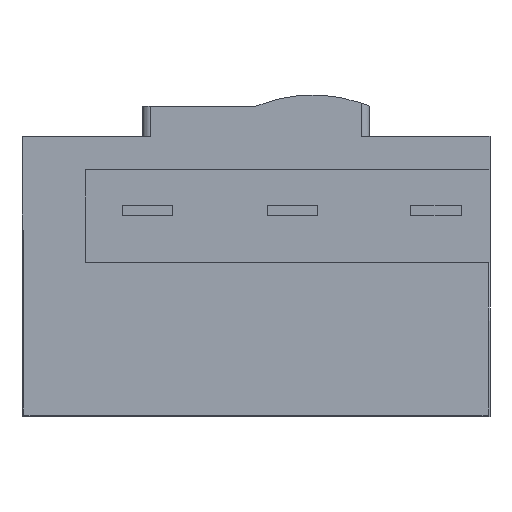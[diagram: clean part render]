
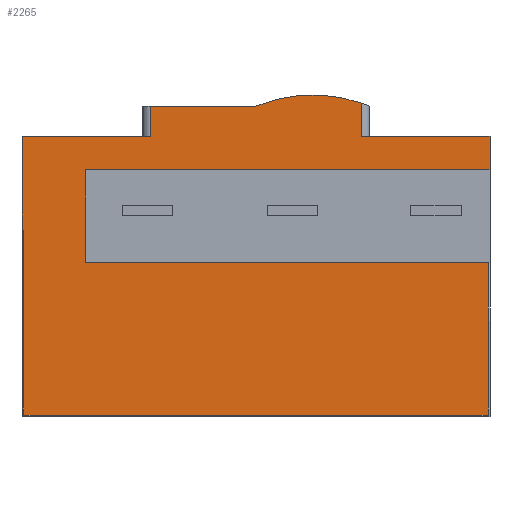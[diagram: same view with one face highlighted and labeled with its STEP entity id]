
A CAD part, front view. The second image highlights one B-rep face of the part: STEP entity #2265.
In plain terms, the highlighted planar face has unit normal (0, -1, 0).
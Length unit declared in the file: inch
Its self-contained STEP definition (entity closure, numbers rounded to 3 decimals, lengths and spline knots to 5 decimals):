
#38 = VECTOR ( 'NONE', #2252, 39.37008 ) ;
#63 = EDGE_CURVE ( 'NONE', #2328, #1351, #3058, .T. ) ;
#131 = ORIENTED_EDGE ( 'NONE', *, *, #2140, .T. ) ;
#173 = DIRECTION ( 'NONE',  ( 0., 0., 1. ) ) ;
#176 = DIRECTION ( 'NONE',  ( -1., 0., 0. ) ) ;
#205 = DIRECTION ( 'NONE',  ( -1., 0., 0. ) ) ;
#211 = CARTESIAN_POINT ( 'NONE',  ( 18.25984, -23.62205, 9.64567 ) ) ;
#245 = LINE ( 'NONE', #211, #1096 ) ;
#254 = DIRECTION ( 'NONE',  ( 0., 0., 1. ) ) ;
#273 = LINE ( 'NONE', #1385, #1953 ) ;
#286 = LINE ( 'NONE', #1372, #38 ) ;
#312 = ORIENTED_EDGE ( 'NONE', *, *, #3211, .T. ) ;
#340 = PLANE ( 'NONE',  #2823 ) ;
#345 = VECTOR ( 'NONE', #3416, 39.37008 ) ;
#390 = VECTOR ( 'NONE', #173, 39.37008 ) ;
#425 = CARTESIAN_POINT ( 'NONE',  ( 0.0748, -23.62205, 7.29114 ) ) ;
#437 = ORIENTED_EDGE ( 'NONE', *, *, #3061, .T. ) ;
#438 = ORIENTED_EDGE ( 'NONE', *, *, #63, .T. ) ;
#458 = ORIENTED_EDGE ( 'NONE', *, *, #1622, .F. ) ;
#470 = ORIENTED_EDGE ( 'NONE', *, *, #2862, .F. ) ;
#481 = LINE ( 'NONE', #3004, #692 ) ;
#490 = LINE ( 'NONE', #1596, #390 ) ;
#608 = DIRECTION ( 'NONE',  ( -1., 0., 0. ) ) ;
#631 = CARTESIAN_POINT ( 'NONE',  ( 18.25984, -23.62205, 9.64567 ) ) ;
#674 = VERTEX_POINT ( 'NONE', #1867 ) ;
#692 = VECTOR ( 'NONE', #2409, 39.37008 ) ;
#804 = CARTESIAN_POINT ( 'NONE',  ( 2.48031, -23.62205, 9.64567 ) ) ;
#842 = VECTOR ( 'NONE', #1104, 39.37008 ) ;
#885 = EDGE_CURVE ( 'NONE', #1256, #1312, #286, .T. ) ;
#943 = EDGE_LOOP ( 'NONE', ( #437, #2107, #3554, #438, #3354, #2579, #3436, #1331, #131, #470, #2223, #2846, #2800, #312, #458 ) ) ;
#974 = VECTOR ( 'NONE', #2423, 39.37008 ) ;
#981 = VECTOR ( 'NONE', #176, 39.37008 ) ;
#1096 = VECTOR ( 'NONE', #1889, 39.37008 ) ;
#1104 = DIRECTION ( 'NONE',  ( 0., 0., 1. ) ) ;
#1118 = DIRECTION ( 'NONE',  ( 1., 0., 0. ) ) ;
#1127 = EDGE_CURVE ( 'NONE', #2546, #1457, #1816, .T. ) ;
#1133 = EDGE_CURVE ( 'NONE', #2030, #2768, #490, .T. ) ;
#1134 = VERTEX_POINT ( 'NONE', #2674 ) ;
#1243 = CARTESIAN_POINT ( 'NONE',  ( 18.25984, -23.62205, 6.02362 ) ) ;
#1249 = LINE ( 'NONE', #2629, #981 ) ;
#1256 = VERTEX_POINT ( 'NONE', #425 ) ;
#1312 = VERTEX_POINT ( 'NONE', #1515 ) ;
#1317 = EDGE_CURVE ( 'NONE', #1457, #1351, #2609, .T. ) ;
#1331 = ORIENTED_EDGE ( 'NONE', *, *, #1463, .T. ) ;
#1351 = VERTEX_POINT ( 'NONE', #2142 ) ;
#1372 = CARTESIAN_POINT ( 'NONE',  ( 0.0748, -23.62205, 3.2514 ) ) ;
#1385 = CARTESIAN_POINT ( 'NONE',  ( 18.25984, -23.62205, 12.12598 ) ) ;
#1426 = CARTESIAN_POINT ( 'NONE',  ( 18.18504, -23.62205, -18.24124 ) ) ;
#1457 = VERTEX_POINT ( 'NONE', #2158 ) ;
#1461 = DIRECTION ( 'NONE',  ( 0., 0., 1. ) ) ;
#1463 = EDGE_CURVE ( 'NONE', #2015, #1134, #2204, .T. ) ;
#1515 = CARTESIAN_POINT ( 'NONE',  ( 0.0748, -23.62205, 0.0748 ) ) ;
#1582 = LINE ( 'NONE', #2949, #3335 ) ;
#1596 = CARTESIAN_POINT ( 'NONE',  ( 5.01575, -23.62205, 9.64567 ) ) ;
#1622 = EDGE_CURVE ( 'NONE', #3240, #1924, #1777, .T. ) ;
#1643 = CARTESIAN_POINT ( 'NONE',  ( 11.34188, -23.62205, 6.77977 ) ) ;
#1679 = CARTESIAN_POINT ( 'NONE',  ( 9.12471, -23.62205, 12.12598 ) ) ;
#1689 = CARTESIAN_POINT ( 'NONE',  ( 18.25984, -23.62205, 0. ) ) ;
#1726 = VECTOR ( 'NONE', #1461, 39.37008 ) ;
#1777 = LINE ( 'NONE', #2570, #1726 ) ;
#1816 = LINE ( 'NONE', #3223, #974 ) ;
#1820 = EDGE_CURVE ( 'NONE', #2015, #2546, #245, .T. ) ;
#1843 = CARTESIAN_POINT ( 'NONE',  ( 13.24409, -23.62205, 9.64567 ) ) ;
#1867 = CARTESIAN_POINT ( 'NONE',  ( 13.24409, -23.62205, 12.24598 ) ) ;
#1889 = DIRECTION ( 'NONE',  ( -1., 0., 0. ) ) ;
#1895 = CARTESIAN_POINT ( 'NONE',  ( 13.24409, -23.62205, 10.94488 ) ) ;
#1924 = VERTEX_POINT ( 'NONE', #3065 ) ;
#1953 = VECTOR ( 'NONE', #1118, 39.37008 ) ;
#2015 = VERTEX_POINT ( 'NONE', #2072 ) ;
#2030 = VERTEX_POINT ( 'NONE', #2665 ) ;
#2072 = CARTESIAN_POINT ( 'NONE',  ( 18.25984, -23.62205, 9.64567 ) ) ;
#2099 = CARTESIAN_POINT ( 'NONE',  ( 0., -23.62205, 7.29114 ) ) ;
#2107 = ORIENTED_EDGE ( 'NONE', *, *, #885, .T. ) ;
#2140 = EDGE_CURVE ( 'NONE', #1134, #2510, #1582, .T. ) ;
#2142 = CARTESIAN_POINT ( 'NONE',  ( 18.18504, -23.62205, 6.02362 ) ) ;
#2145 = EDGE_CURVE ( 'NONE', #2328, #1312, #481, .T. ) ;
#2158 = CARTESIAN_POINT ( 'NONE',  ( 2.48031, -23.62205, 6.02362 ) ) ;
#2204 = LINE ( 'NONE', #1689, #2463 ) ;
#2223 = ORIENTED_EDGE ( 'NONE', *, *, #2942, .F. ) ;
#2252 = DIRECTION ( 'NONE',  ( 0., 0., -1. ) ) ;
#2265 = ADVANCED_FACE ( 'NONE', ( #2521 ), #340, .F. ) ;
#2328 = VERTEX_POINT ( 'NONE', #3336 ) ;
#2331 = DIRECTION ( 'NONE',  ( 1., 0., 0. ) ) ;
#2402 = VECTOR ( 'NONE', #2331, 39.37008 ) ;
#2409 = DIRECTION ( 'NONE',  ( -1., 0., 0. ) ) ;
#2423 = DIRECTION ( 'NONE',  ( 0., 0., -1. ) ) ;
#2463 = VECTOR ( 'NONE', #254, 39.37008 ) ;
#2472 = DIRECTION ( 'NONE',  ( 0., 1., 0. ) ) ;
#2510 = VERTEX_POINT ( 'NONE', #1895 ) ;
#2521 = FACE_OUTER_BOUND ( 'NONE', #943, .T. ) ;
#2546 = VERTEX_POINT ( 'NONE', #804 ) ;
#2561 = DIRECTION ( 'NONE',  ( 0., 1., 0. ) ) ;
#2570 = CARTESIAN_POINT ( 'NONE',  ( 0., -23.62205, 0. ) ) ;
#2572 = EDGE_CURVE ( 'NONE', #2768, #3304, #273, .T. ) ;
#2579 = ORIENTED_EDGE ( 'NONE', *, *, #1127, .F. ) ;
#2609 = LINE ( 'NONE', #1243, #2402 ) ;
#2629 = CARTESIAN_POINT ( 'NONE',  ( 18.25984, -23.62205, 10.94488 ) ) ;
#2635 = CARTESIAN_POINT ( 'NONE',  ( 5.01575, -23.62205, 12.12598 ) ) ;
#2665 = CARTESIAN_POINT ( 'NONE',  ( 5.01575, -23.62205, 10.94488 ) ) ;
#2674 = CARTESIAN_POINT ( 'NONE',  ( 18.25984, -23.62205, 10.94488 ) ) ;
#2766 = CIRCLE ( 'NONE', #2932, 5.78773 ) ;
#2768 = VERTEX_POINT ( 'NONE', #2635 ) ;
#2797 = CARTESIAN_POINT ( 'NONE',  ( 18.25984, -23.62205, 7.29114 ) ) ;
#2800 = ORIENTED_EDGE ( 'NONE', *, *, #1133, .F. ) ;
#2823 = AXIS2_PLACEMENT_3D ( 'NONE', #631, #2561, #608 ) ;
#2846 = ORIENTED_EDGE ( 'NONE', *, *, #2572, .F. ) ;
#2852 = LINE ( 'NONE', #2797, #345 ) ;
#2862 = EDGE_CURVE ( 'NONE', #674, #2510, #3454, .T. ) ;
#2893 = DIRECTION ( 'NONE',  ( 0., 0., -1. ) ) ;
#2932 = AXIS2_PLACEMENT_3D ( 'NONE', #1643, #2472, #3302 ) ;
#2942 = EDGE_CURVE ( 'NONE', #3304, #674, #2766, .T. ) ;
#2949 = CARTESIAN_POINT ( 'NONE',  ( 18.25984, -23.62205, 10.94488 ) ) ;
#3004 = CARTESIAN_POINT ( 'NONE',  ( 18.25984, -23.62205, 0.0748 ) ) ;
#3058 = LINE ( 'NONE', #1426, #842 ) ;
#3061 = EDGE_CURVE ( 'NONE', #3240, #1256, #2852, .T. ) ;
#3065 = CARTESIAN_POINT ( 'NONE',  ( 0., -23.62205, 10.94488 ) ) ;
#3099 = VECTOR ( 'NONE', #2893, 39.37008 ) ;
#3211 = EDGE_CURVE ( 'NONE', #2030, #1924, #1249, .T. ) ;
#3223 = CARTESIAN_POINT ( 'NONE',  ( 2.48031, -23.62205, 9.64567 ) ) ;
#3240 = VERTEX_POINT ( 'NONE', #2099 ) ;
#3302 = DIRECTION ( 'NONE',  ( 1., 0., 0. ) ) ;
#3304 = VERTEX_POINT ( 'NONE', #1679 ) ;
#3335 = VECTOR ( 'NONE', #205, 39.37008 ) ;
#3336 = CARTESIAN_POINT ( 'NONE',  ( 18.18504, -23.62205, 0.0748 ) ) ;
#3354 = ORIENTED_EDGE ( 'NONE', *, *, #1317, .F. ) ;
#3416 = DIRECTION ( 'NONE',  ( 1., 0., 0. ) ) ;
#3436 = ORIENTED_EDGE ( 'NONE', *, *, #1820, .F. ) ;
#3454 = LINE ( 'NONE', #1843, #3099 ) ;
#3554 = ORIENTED_EDGE ( 'NONE', *, *, #2145, .F. ) ;
